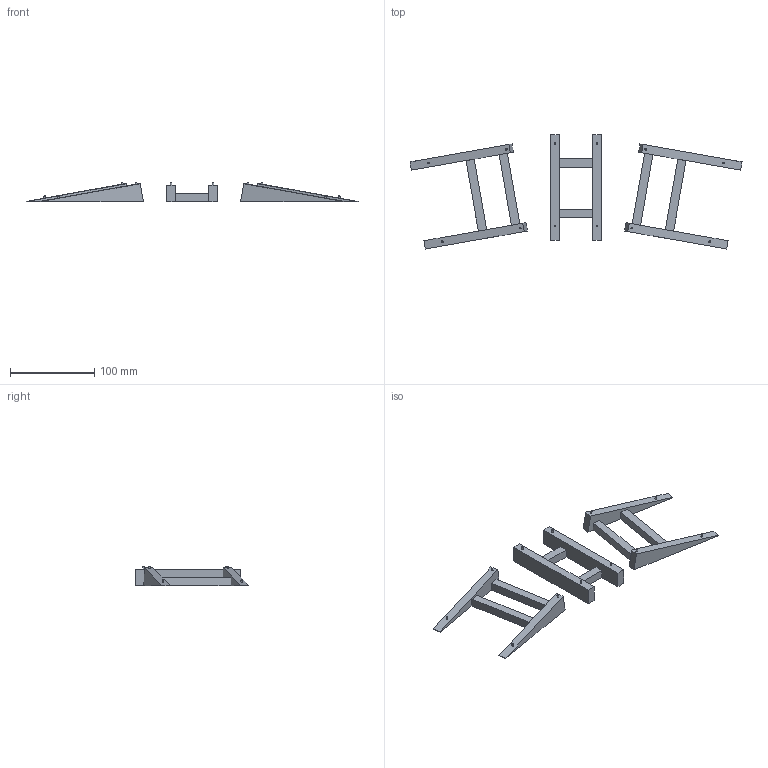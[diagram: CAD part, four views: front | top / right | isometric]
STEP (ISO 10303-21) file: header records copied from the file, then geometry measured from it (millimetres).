
FILE_DESCRIPTION(('FreeCAD Model'),'2;1');
FILE_NAME( 'triad_stand_render.step', '2020-06-02T16:44:57',('Author'),(''), 'Open CASCADE STEP processor 7.3','FreeCAD','Unknown');
FILE_SCHEMA(('AUTOMOTIVE_DESIGN { 1 0 10303 214 1 1 1 1 }'));
Length unit declared in the file: millimetre
Products named in the file (1): difference
Bounding box: 395.09 x 135.63 x 23.71 mm (x, y, z)
Volume: 147675.3 mm3; surface area: 53441.6 mm2
Topology: 3 solids, 3 shells, 84 faces, 192 edges, 120 vertices
Faces by surface type: plane 72, cylinder 12
Full cylindrical faces by diameter (mm): 2 x12
Entity records: 5308 total; most frequent: CARTESIAN_POINT 957, DIRECTION 634, LINE 400, VECTOR 400, ORIENTED_EDGE 384, PCURVE 384, DEFINITIONAL_REPRESENTATION 384, EDGE_CURVE 192
